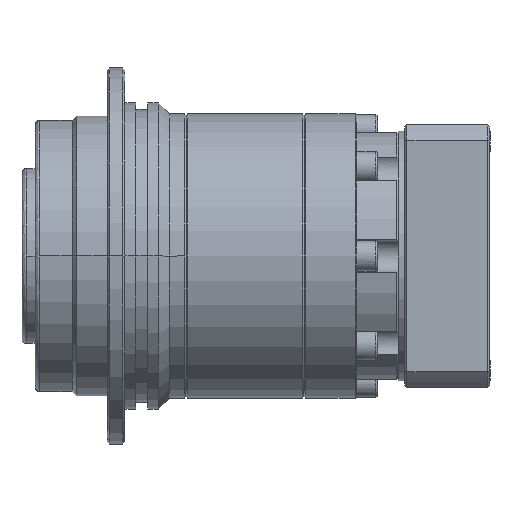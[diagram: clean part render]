
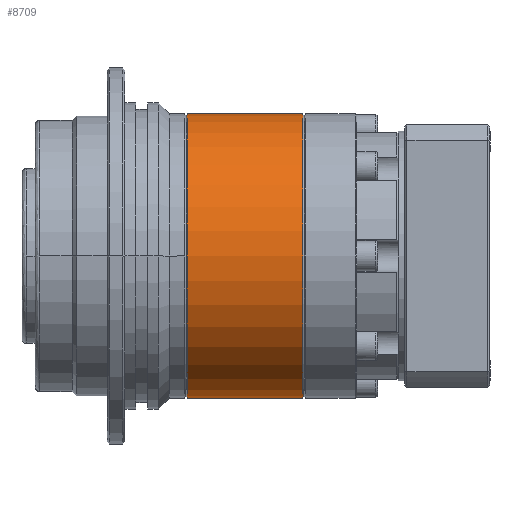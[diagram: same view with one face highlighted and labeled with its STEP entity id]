
A CAD part, front view. The second image highlights one B-rep face of the part: STEP entity #8709.
In plain terms, the highlighted cylindrical face has radius 32.5 mm (diameter 65 mm), a partial arc.
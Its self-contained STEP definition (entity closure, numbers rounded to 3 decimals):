
#350 = CIRCLE ( 'NONE', #9211, 32.5 ) ;
#434 = DIRECTION ( 'NONE',  ( -1., 0., 0. ) ) ;
#1299 = CARTESIAN_POINT ( 'NONE',  ( 72.7, 0., 0. ) ) ;
#1490 = CARTESIAN_POINT ( 'NONE',  ( 73., 0., 0. ) ) ;
#1641 = CARTESIAN_POINT ( 'NONE',  ( 73., 0., 32.5 ) ) ;
#3743 = DIRECTION ( 'NONE',  ( 0., 0., 1. ) ) ;
#3995 = AXIS2_PLACEMENT_3D ( 'NONE', #1490, #20262, #29705 ) ;
#5672 = ORIENTED_EDGE ( 'NONE', *, *, #24399, .T. ) ;
#6272 = CARTESIAN_POINT ( 'NONE',  ( 46.3, 0., -32.5 ) ) ;
#6847 = CARTESIAN_POINT ( 'NONE',  ( 72.7, 0., -32.5 ) ) ;
#7428 = CARTESIAN_POINT ( 'NONE',  ( 73., 0., -32.5 ) ) ;
#8076 = CARTESIAN_POINT ( 'NONE',  ( 72.7, 0., 0. ) ) ;
#8709 = ADVANCED_FACE ( 'NONE', ( #25268 ), #28521, .T. ) ;
#9211 = AXIS2_PLACEMENT_3D ( 'NONE', #1299, #17748, #3743 ) ;
#9271 = VERTEX_POINT ( 'NONE', #12891 ) ;
#9505 = CARTESIAN_POINT ( 'NONE',  ( 72.7, 0., 32.5 ) ) ;
#9519 = VECTOR ( 'NONE', #17993, 1000. ) ;
#10387 = CARTESIAN_POINT ( 'NONE',  ( 46.3, 0., 0. ) ) ;
#10398 = DIRECTION ( 'NONE',  ( 0., 0., 1. ) ) ;
#10806 = VECTOR ( 'NONE', #434, 1000. ) ;
#12153 = AXIS2_PLACEMENT_3D ( 'NONE', #10387, #26811, #12729 ) ;
#12560 = AXIS2_PLACEMENT_3D ( 'NONE', #8076, #24510, #10398 ) ;
#12729 = DIRECTION ( 'NONE',  ( 0., 0., 1. ) ) ;
#12891 = CARTESIAN_POINT ( 'NONE',  ( 46.3, 0., 32.5 ) ) ;
#12958 = EDGE_CURVE ( 'NONE', #18735, #16956, #350, .T. ) ;
#14574 = CIRCLE ( 'NONE', #12153, 32.5 ) ;
#15352 = ORIENTED_EDGE ( 'NONE', *, *, #26516, .T. ) ;
#16868 = ORIENTED_EDGE ( 'NONE', *, *, #21420, .F. ) ;
#16956 = VERTEX_POINT ( 'NONE', #9505 ) ;
#17748 = DIRECTION ( 'NONE',  ( -1., 0., 0. ) ) ;
#17810 = VERTEX_POINT ( 'NONE', #6272 ) ;
#17850 = LINE ( 'NONE', #7428, #10806 ) ;
#17993 = DIRECTION ( 'NONE',  ( -1., 0., 0. ) ) ;
#18010 = ORIENTED_EDGE ( 'NONE', *, *, #29087, .T. ) ;
#18735 = VERTEX_POINT ( 'NONE', #25140 ) ;
#20262 = DIRECTION ( 'NONE',  ( -1., 0., 0. ) ) ;
#20662 = VERTEX_POINT ( 'NONE', #6847 ) ;
#21420 = EDGE_CURVE ( 'NONE', #20662, #17810, #17850, .T. ) ;
#24399 = EDGE_CURVE ( 'NONE', #20662, #18735, #29223, .T. ) ;
#24510 = DIRECTION ( 'NONE',  ( -1., 0., 0. ) ) ;
#25140 = CARTESIAN_POINT ( 'NONE',  ( 72.7, -32.5, 0. ) ) ;
#25268 = FACE_OUTER_BOUND ( 'NONE', #28351, .T. ) ;
#26516 = EDGE_CURVE ( 'NONE', #16956, #9271, #27462, .T. ) ;
#26811 = DIRECTION ( 'NONE',  ( 1., 0., 0. ) ) ;
#27462 = LINE ( 'NONE', #1641, #9519 ) ;
#28351 = EDGE_LOOP ( 'NONE', ( #16868, #5672, #28566, #15352, #18010 ) ) ;
#28521 = CYLINDRICAL_SURFACE ( 'NONE', #3995, 32.5 ) ;
#28566 = ORIENTED_EDGE ( 'NONE', *, *, #12958, .T. ) ;
#29087 = EDGE_CURVE ( 'NONE', #9271, #17810, #14574, .T. ) ;
#29223 = CIRCLE ( 'NONE', #12560, 32.5 ) ;
#29705 = DIRECTION ( 'NONE',  ( 0., 0., 1. ) ) ;
